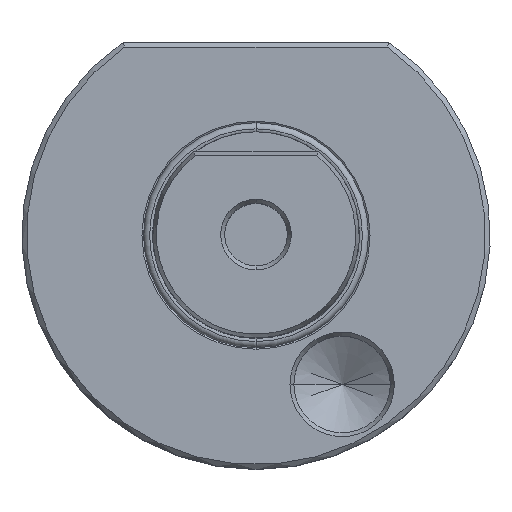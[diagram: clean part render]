
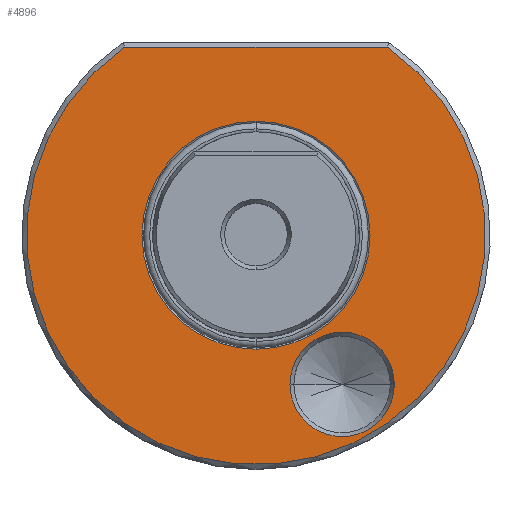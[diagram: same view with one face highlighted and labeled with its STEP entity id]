
A CAD part, top view. The second image highlights one B-rep face of the part: STEP entity #4896.
In plain terms, the highlighted planar face has unit normal (0, 0, 1).
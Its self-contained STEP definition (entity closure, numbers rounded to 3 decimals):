
#1406=CARTESIAN_POINT('',(-19.068,27.3,0.5));
#1412=CARTESIAN_POINT('',(0,0,0.5));
#1413=DIRECTION('',(0,0,1));
#1414=DIRECTION('',(-0.573,0.82,0));
#1415=AXIS2_PLACEMENT_3D('',#1412,#1413,#1414);
#1421=CARTESIAN_POINT('',(19.068,27.3,0.5));
#1428=CARTESIAN_POINT('',(12.5,-21.651,0.5));
#1429=DIRECTION('',(0,0,1));
#1430=DIRECTION('',(-1,0,0));
#1431=AXIS2_PLACEMENT_3D('',#1428,#1429,#1430);
#1433=CARTESIAN_POINT('',(12.5,-21.651,0.5));
#1434=DIRECTION('',(0,0,1));
#1435=DIRECTION('',(1,0,0));
#1436=AXIS2_PLACEMENT_3D('',#1433,#1434,#1435);
#1438=DIRECTION('',(-1,0,0));
#1439=VECTOR('',#1438,38.137);
#1440=CARTESIAN_POINT('',(19.068,27.3,0.5));
#1441=LINE('',#1440,#1439);
#1450=CARTESIAN_POINT('',(0,0,0.5));
#1451=DIRECTION('',(0,0,1));
#1452=DIRECTION('',(0,1,0));
#1453=AXIS2_PLACEMENT_3D('',#1450,#1451,#1452);
#1455=CARTESIAN_POINT('',(0,0,0.5));
#1456=DIRECTION('',(0,0,-1));
#1457=DIRECTION('',(0,1,0));
#1458=AXIS2_PLACEMENT_3D('',#1455,#1456,#1457);
#2662=CARTESIAN_POINT('',(0,16.55,0.5));
#2664=VERTEX_POINT('',#2662);
#2678=CARTESIAN_POINT('',(0,-16.55,0.5));
#2680=VERTEX_POINT('',#2678);
#2872=CARTESIAN_POINT('',(4.923,-21.651,0.5));
#2873=CARTESIAN_POINT('',(20.078,-21.651,0.5));
#2874=VERTEX_POINT('',#2872);
#2875=VERTEX_POINT('',#2873);
#2876=VERTEX_POINT('',#1406);
#2880=VERTEX_POINT('',#1421);
#4875=CARTESIAN_POINT('',(0,0,0.5));
#4876=DIRECTION('',(0,0,-1));
#4877=DIRECTION('',(0,-1,0));
#4878=AXIS2_PLACEMENT_3D('',#4875,#4876,#4877);
#4879=PLANE('',#4878);
#4880=ORIENTED_EDGE('',*,*,#4857,.F.);
#4881=ORIENTED_EDGE('',*,*,#4868,.F.);
#4882=EDGE_LOOP('',(#4880,#4881));
#4883=FACE_OUTER_BOUND('',#4882,.F.);
#4885=ORIENTED_EDGE('',*,*,#4884,.T.);
#4887=ORIENTED_EDGE('',*,*,#4886,.T.);
#4888=EDGE_LOOP('',(#4885,#4887));
#4889=FACE_BOUND('',#4888,.F.);
#4891=ORIENTED_EDGE('',*,*,#4890,.T.);
#4893=ORIENTED_EDGE('',*,*,#4892,.F.);
#4894=EDGE_LOOP('',(#4891,#4893));
#4895=FACE_BOUND('',#4894,.F.);
#4896=ADVANCED_FACE('',(#4883,#4889,#4895),#4879,.F.);
#1416=CIRCLE('',#1415,33.3);
#1432=CIRCLE('',#1431,7.578);
#1437=CIRCLE('',#1436,7.578);
#1454=CIRCLE('',#1453,16.55);
#1459=CIRCLE('',#1458,16.55);
#4857=EDGE_CURVE('',#2880,#2876,#1441,.T.);
#4868=EDGE_CURVE('',#2876,#2880,#1416,.T.);
#4884=EDGE_CURVE('',#2874,#2875,#1432,.T.);
#4886=EDGE_CURVE('',#2875,#2874,#1437,.T.);
#4890=EDGE_CURVE('',#2664,#2680,#1454,.T.);
#4892=EDGE_CURVE('',#2664,#2680,#1459,.T.);
